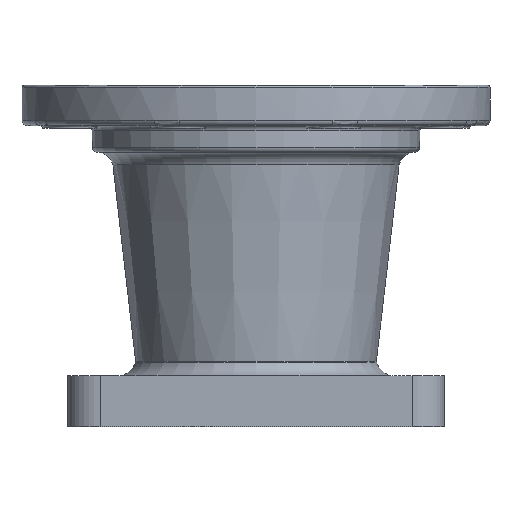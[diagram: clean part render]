
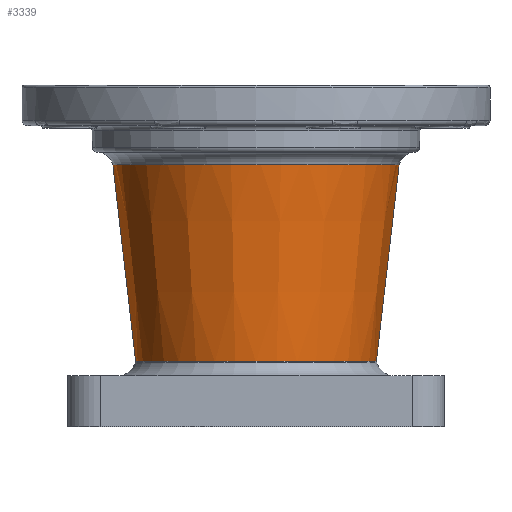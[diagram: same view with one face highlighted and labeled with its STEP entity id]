
A CAD part, front view. The second image highlights one B-rep face of the part: STEP entity #3339.
In plain terms, the highlighted conical face has half-angle 6.605 degrees and reference radius 44.699 mm.
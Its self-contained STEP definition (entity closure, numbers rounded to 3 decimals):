
#59 = ORIENTED_EDGE ( 'NONE', *, *, #13950, .F. ) ;
#62 = ORIENTED_EDGE ( 'NONE', *, *, #13954, .F. ) ;
#66 = ORIENTED_EDGE ( 'NONE', *, *, #13955, .T. ) ;
#840 = ORIENTED_EDGE ( 'NONE', *, *, #13663, .T. ) ;
#2739 = DIRECTION ( 'NONE',  ( 0.115, 0., 0.993 ) ) ;
#2740 = CARTESIAN_POINT ( 'NONE',  ( 44.699, 0., -92.049 ) ) ;
#2741 = DIRECTION ( 'NONE',  ( -0.115, 0., 0.993 ) ) ;
#2750 = CARTESIAN_POINT ( 'NONE',  ( -44.699, 0., -92.049 ) ) ;
#2751 = DIRECTION ( 'NONE',  ( 1., 0., 0. ) ) ;
#2752 = DIRECTION ( 'NONE',  ( 0., 0., 1. ) ) ;
#2786 = CARTESIAN_POINT ( 'NONE',  ( 0., 0., -13.451 ) ) ;
#3339 = ADVANCED_FACE ( 'NONE', ( #4829 ), #4570, .T. ) ;
#4514 = VECTOR ( 'NONE', #2739, 1000. ) ;
#4515 = LINE ( 'NONE', #2740, #4514 ) ;
#4516 = VECTOR ( 'NONE', #2741, 1000. ) ;
#4518 = LINE ( 'NONE', #2750, #4516 ) ;
#4522 = CIRCLE ( 'NONE', #12708, 53.801 ) ;
#4570 = CONICAL_SURFACE ( 'NONE', #12425, 44.699, 0.115 ) ;
#4829 = FACE_OUTER_BOUND ( 'NONE', #5561, .T. ) ;
#5561 = EDGE_LOOP ( 'NONE', ( #62, #840, #66, #59 ) ) ;
#7496 = CARTESIAN_POINT ( 'NONE',  ( 44.699, 0., -92.049 ) ) ;
#7499 = CARTESIAN_POINT ( 'NONE',  ( -53.801, 0., -13.451 ) ) ;
#7500 = CARTESIAN_POINT ( 'NONE',  ( -44.699, 0., -92.049 ) ) ;
#7541 = CARTESIAN_POINT ( 'NONE',  ( 53.801, 0., -13.451 ) ) ;
#7769 = DIRECTION ( 'NONE',  ( 1., 0., 0. ) ) ;
#7770 = DIRECTION ( 'NONE',  ( 0., 0., 1. ) ) ;
#7771 = CARTESIAN_POINT ( 'NONE',  ( 0., 0., -92.049 ) ) ;
#9733 = CIRCLE ( 'NONE', #12574, 44.699 ) ;
#10819 = VERTEX_POINT ( 'NONE', #7541 ) ;
#10905 = VERTEX_POINT ( 'NONE', #7500 ) ;
#10907 = VERTEX_POINT ( 'NONE', #7499 ) ;
#10912 = VERTEX_POINT ( 'NONE', #7496 ) ;
#12425 = AXIS2_PLACEMENT_3D ( 'NONE', #15406, #15398, #15378 ) ;
#12574 = AXIS2_PLACEMENT_3D ( 'NONE', #7771, #7770, #7769 ) ;
#12708 = AXIS2_PLACEMENT_3D ( 'NONE', #2786, #2752, #2751 ) ;
#13663 = EDGE_CURVE ( 'NONE', #10905, #10912, #9733, .T. ) ;
#13950 = EDGE_CURVE ( 'NONE', #10907, #10819, #4522, .T. ) ;
#13954 = EDGE_CURVE ( 'NONE', #10905, #10907, #4518, .T. ) ;
#13955 = EDGE_CURVE ( 'NONE', #10912, #10819, #4515, .T. ) ;
#15378 = DIRECTION ( 'NONE',  ( 1., 0., 0. ) ) ;
#15398 = DIRECTION ( 'NONE',  ( 0., 0., 1. ) ) ;
#15406 = CARTESIAN_POINT ( 'NONE',  ( 0., 0., -92.049 ) ) ;
